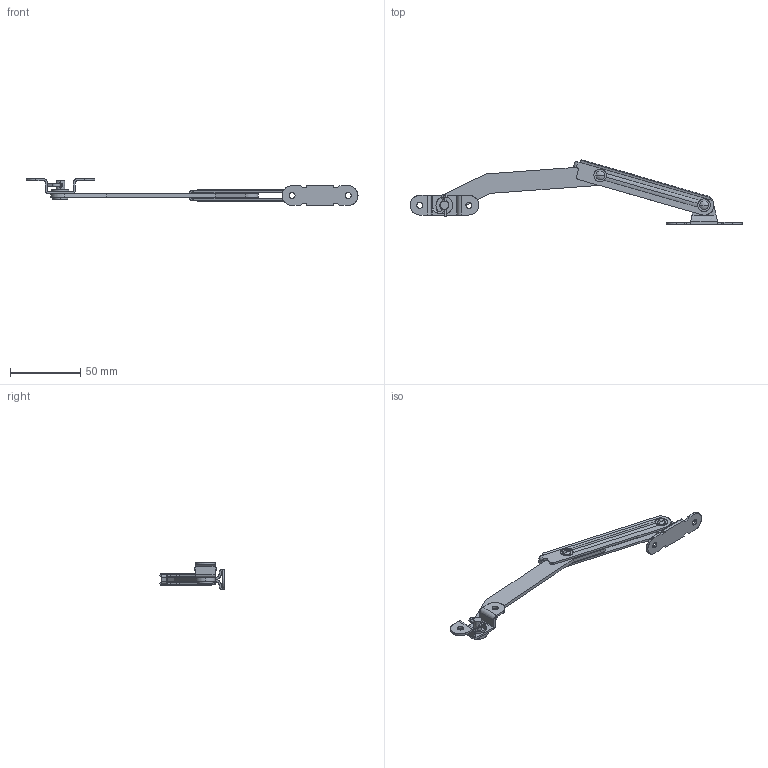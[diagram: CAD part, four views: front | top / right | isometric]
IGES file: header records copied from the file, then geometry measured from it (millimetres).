
Start section: SolidWorks IGES file using analytic representation for surfaces
Global section: file name: B-1454-2.IGS,15; native system: HSolidWorks 2018; preprocessor: SolidWorks 2018; author: 0849sm; date: 200603.162504; units: millimetre
Bounding box: 236.5 x 45.88 x 19 mm (x, y, z)
Surface area: 17516.8 mm2 (no closed solid volume)
Topology: 0 solids, 0 shells, 228 faces, 3813 edges, 3807 vertices
Faces by surface type: revolution 126, bspline 102
